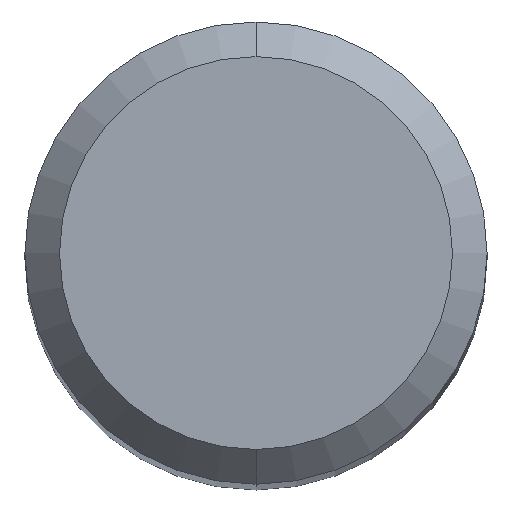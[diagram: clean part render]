
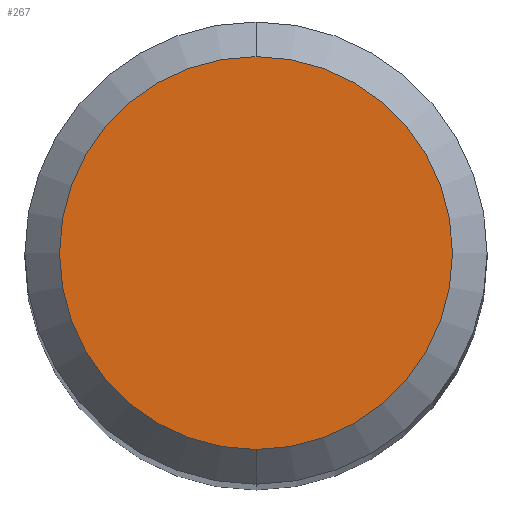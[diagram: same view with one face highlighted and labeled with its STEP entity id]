
A CAD part, top view. The second image highlights one B-rep face of the part: STEP entity #267.
In plain terms, the highlighted planar face has unit normal (0, 0, 1).
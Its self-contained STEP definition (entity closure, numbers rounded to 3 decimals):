
#267=ADVANCED_FACE('',(#582),#583,.T.);
#323=EDGE_CURVE('',#331,#421,#650,.T.);
#331=VERTEX_POINT('',#658);
#397=EDGE_CURVE('',#421,#331,#731,.T.);
#421=VERTEX_POINT('',#756);
#582=FACE_OUTER_BOUND('',#994,.T.);
#583=PLANE('',#995);
#650=CIRCLE('',#1126,1.7);
#658=CARTESIAN_POINT('',(0.,-1.7,0.0));
#731=CIRCLE('',#1309,1.7);
#756=CARTESIAN_POINT('',(0.0,1.7,0.0));
#994=EDGE_LOOP('',(#1544,#1545));
#995=AXIS2_PLACEMENT_3D('',#1546,#1547,#1548);
#1126=AXIS2_PLACEMENT_3D('',#1656,#1657,#1658);
#1309=AXIS2_PLACEMENT_3D('',#1744,#1745,#1746);
#1544=ORIENTED_EDGE('',*,*,#397,.F.);
#1545=ORIENTED_EDGE('',*,*,#323,.F.);
#1546=CARTESIAN_POINT('',(0.0,0.85,0.0));
#1547=DIRECTION('',(-0.0,0.0,1.0));
#1548=DIRECTION('',(0.0,-1.0,0.0));
#1656=CARTESIAN_POINT('',(0.0,0.0,0.0));
#1657=DIRECTION('',(0.0,0.0,-1.0));
#1658=DIRECTION('',(0.0,1.0,0.0));
#1744=CARTESIAN_POINT('',(0.0,0.0,0.0));
#1745=DIRECTION('',(0.0,0.0,-1.0));
#1746=DIRECTION('',(0.0,1.0,0.0));
